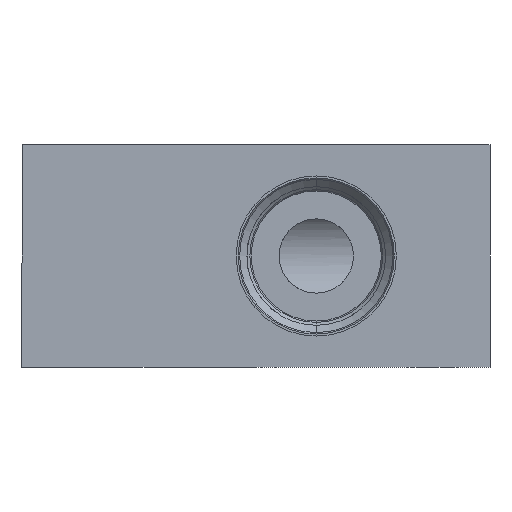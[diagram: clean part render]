
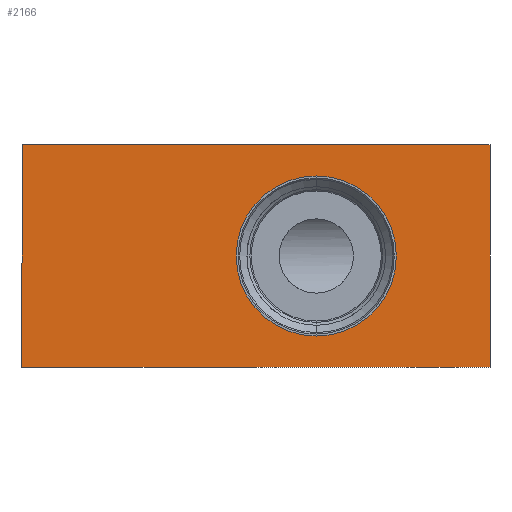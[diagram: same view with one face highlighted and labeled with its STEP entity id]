
A CAD part, front view. The second image highlights one B-rep face of the part: STEP entity #2166.
In plain terms, the highlighted planar face has unit normal (0, -1, 0).
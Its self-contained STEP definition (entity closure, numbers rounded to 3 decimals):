
#110 = AXIS2_PLACEMENT_3D ( 'NONE', #9234, #2582, #9280 ) ;
#557 = EDGE_LOOP ( 'NONE', ( #12183, #11535 ) ) ;
#622 = FACE_OUTER_BOUND ( 'NONE', #12904, .T. ) ;
#1487 = VECTOR ( 'NONE', #7407, 1000. ) ;
#1529 = LINE ( 'NONE', #5450, #10946 ) ;
#1618 = VERTEX_POINT ( 'NONE', #4855 ) ;
#2056 = VECTOR ( 'NONE', #10782, 1000. ) ;
#2166 = ADVANCED_FACE ( 'NONE', ( #6904, #622 ), #12864, .F. ) ;
#2312 = AXIS2_PLACEMENT_3D ( 'NONE', #12910, #8457, #11756 ) ;
#2582 = DIRECTION ( 'NONE',  ( 0., -1., 0. ) ) ;
#2712 = CARTESIAN_POINT ( 'NONE',  ( 50.3, 0., 19. ) ) ;
#2754 = EDGE_CURVE ( 'NONE', #1618, #11022, #13496, .T. ) ;
#2759 = DIRECTION ( 'NONE',  ( 0., 0., -1. ) ) ;
#2761 = CARTESIAN_POINT ( 'NONE',  ( 80., 0., 38. ) ) ;
#2888 = EDGE_CURVE ( 'NONE', #11218, #5430, #6879, .T. ) ;
#3007 = CARTESIAN_POINT ( 'NONE',  ( 0., 0., 38. ) ) ;
#3811 = VECTOR ( 'NONE', #6487, 1000. ) ;
#3914 = CIRCLE ( 'NONE', #13485, 13.69 ) ;
#4855 = CARTESIAN_POINT ( 'NONE',  ( 50.3, 0., 5.31 ) ) ;
#5386 = CARTESIAN_POINT ( 'NONE',  ( 80., 0., 0. ) ) ;
#5430 = VERTEX_POINT ( 'NONE', #12729 ) ;
#5450 = CARTESIAN_POINT ( 'NONE',  ( 0., 0., 0. ) ) ;
#5483 = ORIENTED_EDGE ( 'NONE', *, *, #11318, .F. ) ;
#5864 = LINE ( 'NONE', #6215, #2056 ) ;
#6215 = CARTESIAN_POINT ( 'NONE',  ( 0., 0., 38. ) ) ;
#6487 = DIRECTION ( 'NONE',  ( 0., 0., -1. ) ) ;
#6879 = LINE ( 'NONE', #10776, #1487 ) ;
#6904 = FACE_BOUND ( 'NONE', #557, .T. ) ;
#6916 = EDGE_CURVE ( 'NONE', #11022, #1618, #3914, .T. ) ;
#6985 = CARTESIAN_POINT ( 'NONE',  ( 50.3, 0., 32.69 ) ) ;
#7021 = ORIENTED_EDGE ( 'NONE', *, *, #2888, .F. ) ;
#7407 = DIRECTION ( 'NONE',  ( -1., 0., 0. ) ) ;
#8457 = DIRECTION ( 'NONE',  ( 0., 1., 0. ) ) ;
#8758 = ORIENTED_EDGE ( 'NONE', *, *, #12027, .F. ) ;
#9234 = CARTESIAN_POINT ( 'NONE',  ( 50.3, 0., 19. ) ) ;
#9280 = DIRECTION ( 'NONE',  ( 0., 0., -1. ) ) ;
#9362 = ORIENTED_EDGE ( 'NONE', *, *, #12748, .F. ) ;
#10502 = DIRECTION ( 'NONE',  ( 0., -1., 0. ) ) ;
#10682 = CARTESIAN_POINT ( 'NONE',  ( 80., 0., 0. ) ) ;
#10776 = CARTESIAN_POINT ( 'NONE',  ( 0., 0., 0. ) ) ;
#10782 = DIRECTION ( 'NONE',  ( 1., 0., 0. ) ) ;
#10809 = VERTEX_POINT ( 'NONE', #3007 ) ;
#10946 = VECTOR ( 'NONE', #14403, 1000. ) ;
#11022 = VERTEX_POINT ( 'NONE', #6985 ) ;
#11197 = VERTEX_POINT ( 'NONE', #2761 ) ;
#11218 = VERTEX_POINT ( 'NONE', #10682 ) ;
#11318 = EDGE_CURVE ( 'NONE', #11197, #11218, #13902, .T. ) ;
#11535 = ORIENTED_EDGE ( 'NONE', *, *, #6916, .F. ) ;
#11756 = DIRECTION ( 'NONE',  ( 0., 0., 1. ) ) ;
#12027 = EDGE_CURVE ( 'NONE', #5430, #10809, #1529, .T. ) ;
#12183 = ORIENTED_EDGE ( 'NONE', *, *, #2754, .F. ) ;
#12729 = CARTESIAN_POINT ( 'NONE',  ( 0., 0., 0. ) ) ;
#12748 = EDGE_CURVE ( 'NONE', #10809, #11197, #5864, .T. ) ;
#12864 = PLANE ( 'NONE',  #2312 ) ;
#12904 = EDGE_LOOP ( 'NONE', ( #8758, #7021, #5483, #9362 ) ) ;
#12910 = CARTESIAN_POINT ( 'NONE',  ( 0., 0., 38. ) ) ;
#13485 = AXIS2_PLACEMENT_3D ( 'NONE', #2712, #10502, #2759 ) ;
#13496 = CIRCLE ( 'NONE', #110, 13.69 ) ;
#13902 = LINE ( 'NONE', #5386, #3811 ) ;
#14403 = DIRECTION ( 'NONE',  ( 0., 0., 1. ) ) ;
